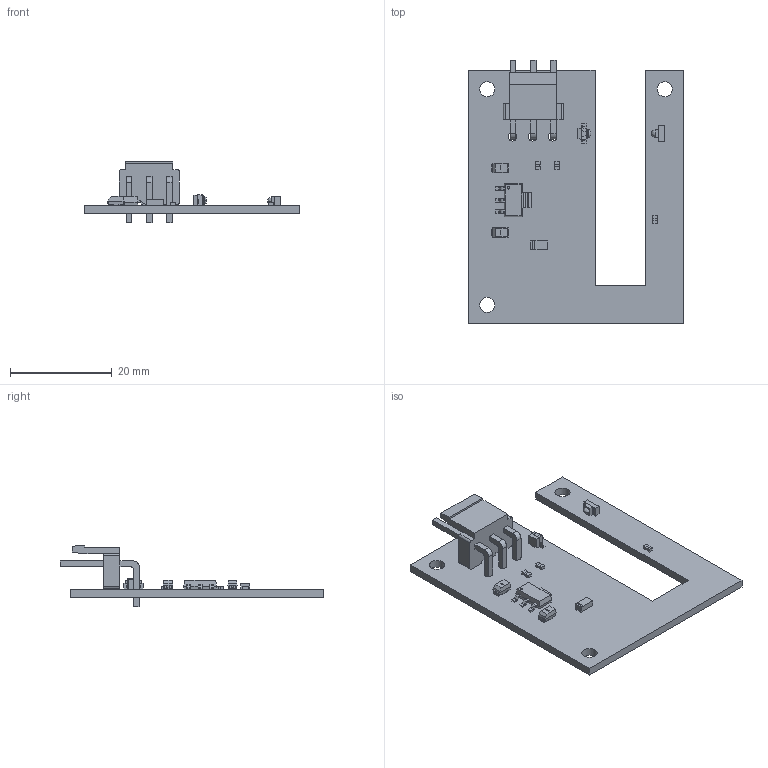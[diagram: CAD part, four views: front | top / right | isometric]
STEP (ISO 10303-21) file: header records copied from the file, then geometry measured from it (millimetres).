
FILE_DESCRIPTION(('KiCad electronic assembly'),'2;1');
FILE_NAME('Photogate.step','2022-07-03T19:30:46',('Pcbnew'),('Kicad'), 'Open CASCADE STEP processor 7.5','KiCad to STEP converter','Unknown' );
FILE_SCHEMA(('AUTOMOTIVE_DESIGN { 1 0 10303 214 1 1 1 1 }'));
Length unit declared in the file: millimetre
Products named in the file (16): Photogate 1; T491A106K010AT; COMPOUND; SML-LX1206GC-TR; VSMY2853SL; 647676-3; SOLID; SFH 3015 FA--3DModel-STEP-56544; STA_RNCP0603_STP; NOPB; _autosave-L0004-Photogate PCB
Assembly tree (18 placements, depth 3):
  Photogate 1
    T491A106K010AT  x2
      COMPOUND
    SML-LX1206GC-TR
      COMPOUND
    VSMY2853SL
      COMPOUND
    647676-3
      SOLID
    SFH 3015 FA--3DModel-STEP-56544
      COMPOUND
    STA_RNCP0603_STP  x3
      COMPOUND
    NOPB
      COMPOUND
    _autosave-L0004-Photogate PCB
Bounding box: 42.5 x 51.98 x 12.2 mm (x, y, z)
Volume: 3212.1 mm3; surface area: 4879.8 mm2
Topology: 38 solids, 38 shells, 558 faces, 1400 edges, 922 vertices
Faces by surface type: bspline 542, plane 10, cylinder 6
Full cylindrical faces by diameter (mm): 1.7 x3, 3 x3
Entity records: 24903 total; most frequent: CARTESIAN_POINT 9243, B_SPLINE_CURVE_WITH_KNOTS 2856, ORIENTED_EDGE 2108, PCURVE 2108, DEFINITIONAL_REPRESENTATION 2108, EDGE_CURVE 1054, SURFACE_CURVE 1048, VERTEX_POINT 696
